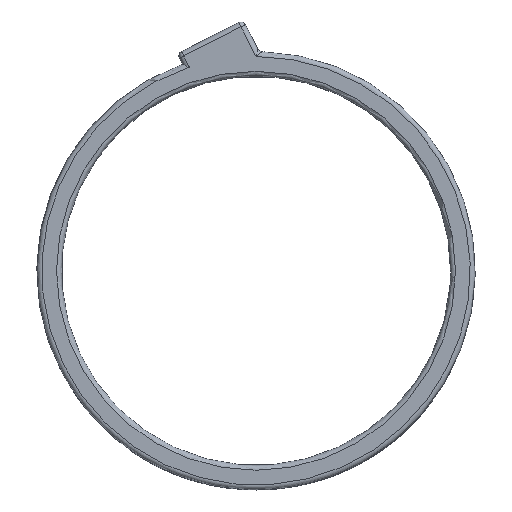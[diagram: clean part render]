
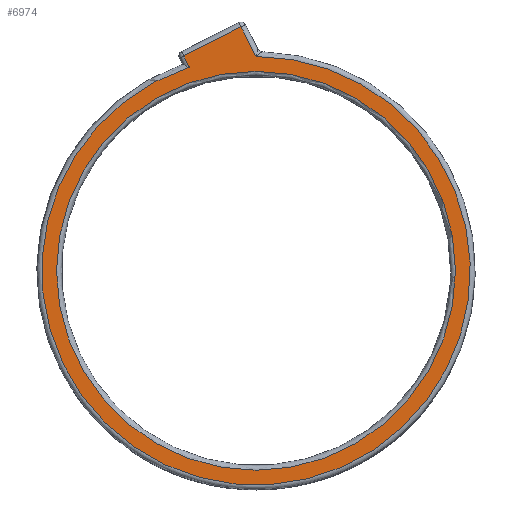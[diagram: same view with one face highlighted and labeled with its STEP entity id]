
A CAD part, top view. The second image highlights one B-rep face of the part: STEP entity #6974.
In plain terms, the highlighted planar face has unit normal (0, 0, 1).
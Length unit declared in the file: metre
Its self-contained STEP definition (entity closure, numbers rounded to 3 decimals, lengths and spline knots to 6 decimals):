
#186=PLANE('',#7518);
#881=LINE('',#10493,#1358);
#882=LINE('',#10496,#1359);
#883=LINE('',#10498,#1360);
#1358=VECTOR('',#8191,1.);
#1359=VECTOR('',#8192,1.);
#1360=VECTOR('',#8193,1.);
#2115=ORIENTED_EDGE('',*,*,#4317,.T.);
#2116=ORIENTED_EDGE('',*,*,#4318,.T.);
#2117=ORIENTED_EDGE('',*,*,#4319,.T.);
#2118=ORIENTED_EDGE('',*,*,#4320,.T.);
#2119=ORIENTED_EDGE('',*,*,#4321,.T.);
#4317=EDGE_CURVE('',#5412,#5412,#5892,.F.);
#4318=EDGE_CURVE('',#5413,#5414,#881,.T.);
#4319=EDGE_CURVE('',#5414,#5415,#882,.T.);
#4320=EDGE_CURVE('',#5415,#5416,#883,.F.);
#4321=EDGE_CURVE('',#5416,#5413,#5893,.T.);
#5412=VERTEX_POINT('',#10492);
#5413=VERTEX_POINT('',#10494);
#5414=VERTEX_POINT('',#10495);
#5415=VERTEX_POINT('',#10497);
#5416=VERTEX_POINT('',#10499);
#5892=CIRCLE('',#7519,0.0405);
#5893=CIRCLE('',#7520,0.0435);
#6008=EDGE_LOOP('',(#2115));
#6009=EDGE_LOOP('',(#2116,#2117,#2118,#2119));
#6459=FACE_BOUND('',#6008,.T.);
#6460=FACE_BOUND('',#6009,.T.);
#6974=ADVANCED_FACE('',(#6459,#6460),#186,.T.);
#7518=AXIS2_PLACEMENT_3D('',#10490,#8187,#8188);
#7519=AXIS2_PLACEMENT_3D('',#10491,#8189,#8190);
#7520=AXIS2_PLACEMENT_3D('',#10500,#8194,#8195);
#8187=DIRECTION('',(0.,0.,1.));
#8188=DIRECTION('',(1.,0.,0.));
#8189=DIRECTION('',(0.,0.,1.));
#8190=DIRECTION('',(1.,0.,0.));
#8191=DIRECTION('',(-0.454,0.891,0.));
#8192=DIRECTION('',(-0.891,-0.454,0.));
#8193=DIRECTION('',(-0.454,0.891,0.));
#8194=DIRECTION('',(0.,0.,1.));
#8195=DIRECTION('',(1.,0.,0.));
#10490=CARTESIAN_POINT('',(0.,0.,0.0035));
#10491=CARTESIAN_POINT('',(0.,0.,0.0035));
#10492=CARTESIAN_POINT('',(0.0405,0.,0.0035));
#10493=CARTESIAN_POINT('',(-0.003518,0.050405,0.0035));
#10494=CARTESIAN_POINT('',(0.,0.0435,0.0035));
#10495=CARTESIAN_POINT('',(-0.003064,0.049514,0.0035));
#10496=CARTESIAN_POINT('',(-0.015539,0.043158,0.0035));
#10497=CARTESIAN_POINT('',(-0.014648,0.043612,0.0035));
#10498=CARTESIAN_POINT('',(-0.01402,0.042381,0.0035));
#10499=CARTESIAN_POINT('',(-0.013496,0.041353,0.0035));
#10500=CARTESIAN_POINT('',(0.,0.,0.0035));
